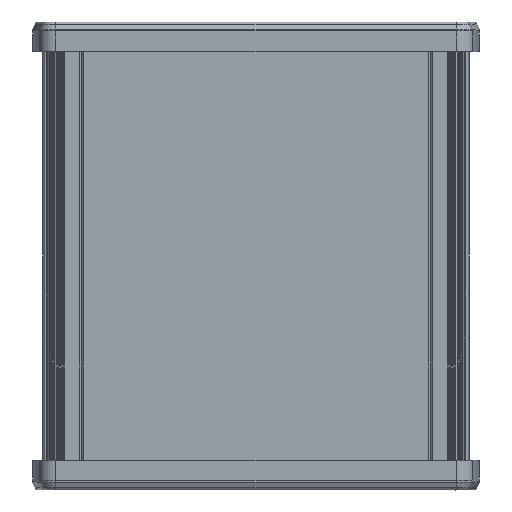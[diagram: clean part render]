
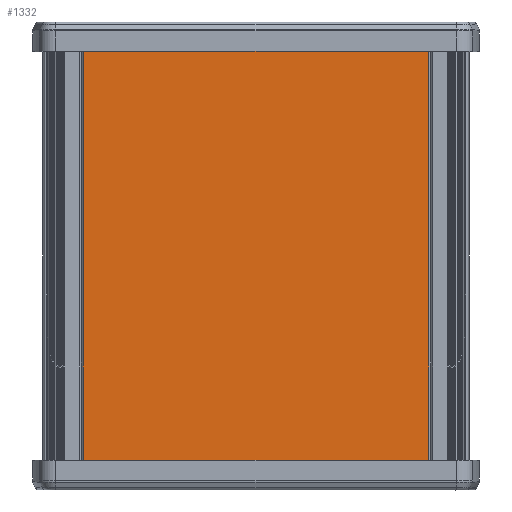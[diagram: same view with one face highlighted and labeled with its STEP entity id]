
A CAD part, top view. The second image highlights one B-rep face of the part: STEP entity #1332.
In plain terms, the highlighted planar face has unit normal (0, 0, 1).
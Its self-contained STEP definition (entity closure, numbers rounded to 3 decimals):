
#516 = CARTESIAN_POINT ( 'NONE',  ( 0., 110., 473.719 ) ) ;
#520 = VERTEX_POINT ( 'NONE', #10736 ) ;
#568 = CARTESIAN_POINT ( 'NONE',  ( 0., 110., 473.719 ) ) ;
#857 = VERTEX_POINT ( 'NONE', #8640 ) ;
#1332 = ADVANCED_FACE ( 'NONE', ( #4586 ), #7075, .F. ) ;
#1502 = VECTOR ( 'NONE', #10240, 1000. ) ;
#1621 = ORIENTED_EDGE ( 'NONE', *, *, #3328, .F. ) ;
#1965 = VECTOR ( 'NONE', #9638, 1000. ) ;
#2753 = DIRECTION ( 'NONE',  ( -1., 0., 0. ) ) ;
#2824 = DIRECTION ( 'NONE',  ( 1., 0., 0. ) ) ;
#3328 = EDGE_CURVE ( 'NONE', #857, #4764, #10175, .T. ) ;
#3458 = AXIS2_PLACEMENT_3D ( 'NONE', #568, #9250, #2753 ) ;
#4207 = CARTESIAN_POINT ( 'NONE',  ( 690.946, 110., 473.719 ) ) ;
#4586 = FACE_OUTER_BOUND ( 'NONE', #8397, .T. ) ;
#4764 = VERTEX_POINT ( 'NONE', #7002 ) ;
#4910 = LINE ( 'NONE', #8551, #1965 ) ;
#4995 = VERTEX_POINT ( 'NONE', #11058 ) ;
#5021 = ORIENTED_EDGE ( 'NONE', *, *, #13596, .T. ) ;
#5949 = VECTOR ( 'NONE', #12815, 1000. ) ;
#6147 = CARTESIAN_POINT ( 'NONE',  ( 0., 0., 473.719 ) ) ;
#6281 = LINE ( 'NONE', #4207, #5949 ) ;
#7002 = CARTESIAN_POINT ( 'NONE',  ( 690.946, 110., 473.719 ) ) ;
#7075 = PLANE ( 'NONE',  #3458 ) ;
#7874 = VECTOR ( 'NONE', #2824, 1000. ) ;
#8397 = EDGE_LOOP ( 'NONE', ( #9080, #12235, #1621, #5021 ) ) ;
#8551 = CARTESIAN_POINT ( 'NONE',  ( 602.947, 110., 473.719 ) ) ;
#8640 = CARTESIAN_POINT ( 'NONE',  ( 602.947, 110., 473.719 ) ) ;
#9080 = ORIENTED_EDGE ( 'NONE', *, *, #11731, .T. ) ;
#9250 = DIRECTION ( 'NONE',  ( 0., 0., -1. ) ) ;
#9638 = DIRECTION ( 'NONE',  ( 0., -1., 0. ) ) ;
#10175 = LINE ( 'NONE', #516, #1502 ) ;
#10240 = DIRECTION ( 'NONE',  ( 1., 0., 0. ) ) ;
#10736 = CARTESIAN_POINT ( 'NONE',  ( 602.947, 0., 473.719 ) ) ;
#11058 = CARTESIAN_POINT ( 'NONE',  ( 690.946, 0., 473.719 ) ) ;
#11731 = EDGE_CURVE ( 'NONE', #520, #4995, #13903, .T. ) ;
#12235 = ORIENTED_EDGE ( 'NONE', *, *, #13067, .F. ) ;
#12815 = DIRECTION ( 'NONE',  ( 0., -1., 0. ) ) ;
#13067 = EDGE_CURVE ( 'NONE', #4764, #4995, #6281, .T. ) ;
#13596 = EDGE_CURVE ( 'NONE', #857, #520, #4910, .T. ) ;
#13903 = LINE ( 'NONE', #6147, #7874 ) ;
